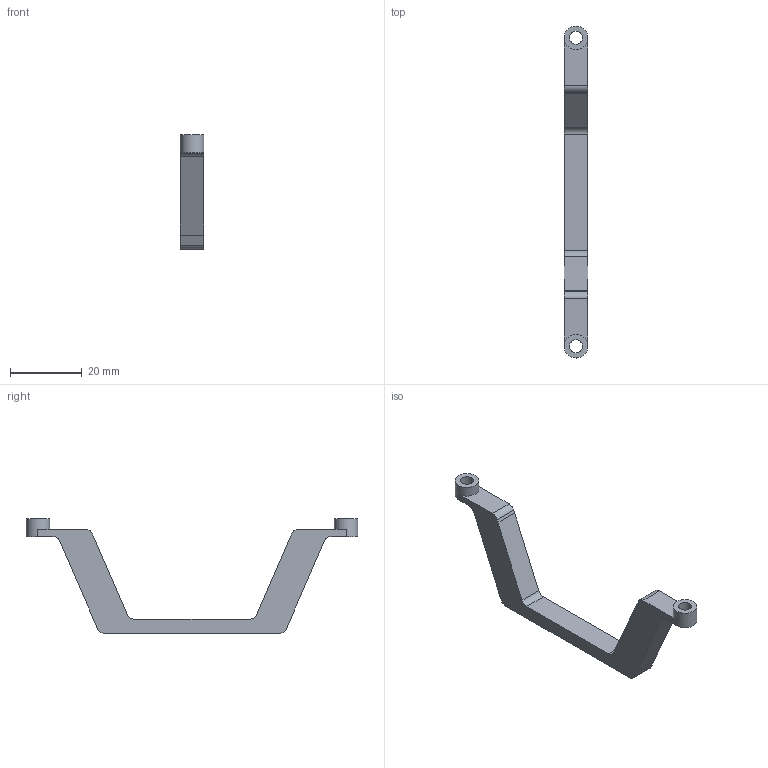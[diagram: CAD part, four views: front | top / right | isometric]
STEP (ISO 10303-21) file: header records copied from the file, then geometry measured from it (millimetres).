
FILE_DESCRIPTION(/* description */ (''),/* implementation_level */ '2;1');
FILE_NAME(/* name */ 'PCB_bracket v3.step',/* time_stamp */ '2023-06-02T21:57:39+02:00',/* author */ (''),/* organization */ (''),/* preprocessor_version */ 'ST-DEVELOPER v19.2',/* originating_system */ 'Autodesk Translation Framework v12.4.0.73',/* authorisation */ '');
FILE_SCHEMA (('AUTOMOTIVE_DESIGN { 1 0 10303 214 3 1 1 }'));
Length unit declared in the file: millimetre
Products named in the file (1): PCB_bracket
Bounding box: 6.6 x 92.6 x 32 mm (x, y, z)
Volume: 5011.7 mm3; surface area: 3342.6 mm2
Topology: 1 solids, 1 shells, 30 faces, 82 edges, 54 vertices
Faces by surface type: plane 18, cylinder 12
Full cylindrical faces by diameter (mm): 3.6 x2, 6.6 x2
Entity records: 997 total; most frequent: DIRECTION 170, CARTESIAN_POINT 167, ORIENTED_EDGE 164, EDGE_CURVE 82, AXIS2_PLACEMENT_3D 57, LINE 56, VECTOR 56, VERTEX_POINT 54
